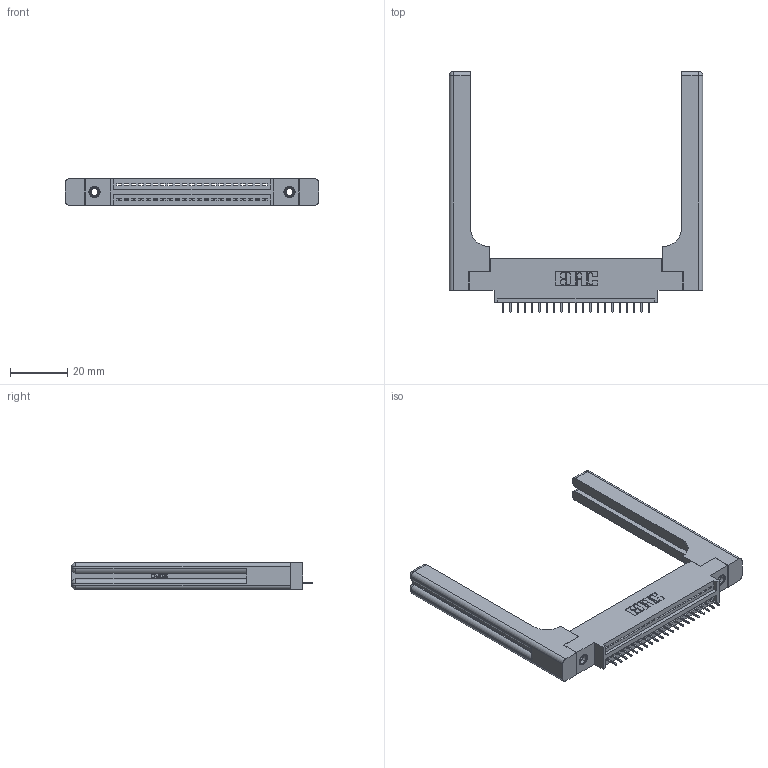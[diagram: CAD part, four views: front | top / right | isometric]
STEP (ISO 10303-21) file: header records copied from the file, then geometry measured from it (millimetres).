
FILE_DESCRIPTION (( 'STEP AP203' ), '1' );
FILE_NAME ('345-021-525-658.STEP', '2020-09-19T06:33:38', ( '' ), ( '' ), 'SwSTEP 2.0', 'SolidWorks 2020', '' );
FILE_SCHEMA (( 'CONFIG_CONTROL_DESIGN' ));
Length unit declared in the file: inch
Products named in the file (5): 345-220-058_345-220-058; 345-250-001_345-250-001-102; 345 Part_0.170 Offset - 0.156 Dia-TH; 345-292-001_345-293-125; 345-021-525-658
Assembly tree (26 placements, depth 2):
  345-021-525-658
    345 Part_0.170 Offset - 0.156 Dia-TH
    345-292-001_345-293-125  x21
    345-250-001_345-250-001-102  x2
    345-220-058_345-220-058  x2
Bounding box: 88.37 x 84 x 9.4 mm (x, y, z)
Volume: 16527 mm3; surface area: 15521.3 mm2
Topology: 26 solids, 26 shells, 1688 faces, 4799 edges, 3094 vertices
Faces by surface type: plane 1198, cylinder 430, bspline 36, cone 12, sphere 8, torus 4
Entity records: 24020 total; most frequent: CARTESIAN_POINT 5132, ORIENTED_EDGE 3884, DIRECTION 3460, EDGE_CURVE 1942, LINE 1638, VECTOR 1638, VERTEX_POINT 1282, AXIS2_PLACEMENT_3D 911
